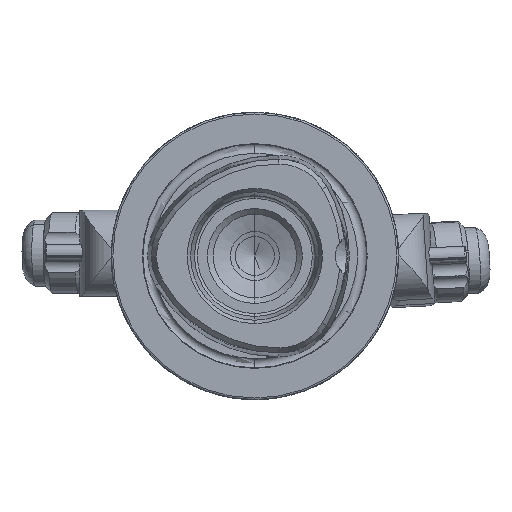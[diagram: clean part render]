
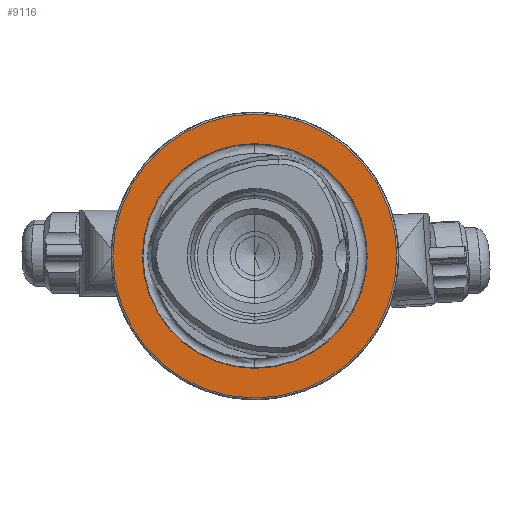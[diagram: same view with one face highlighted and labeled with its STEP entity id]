
A CAD part, left-side view. The second image highlights one B-rep face of the part: STEP entity #9116.
In plain terms, the highlighted planar face has unit normal (-1, 0, 0).
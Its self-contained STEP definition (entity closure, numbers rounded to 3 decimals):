
#428 = DIRECTION ( 'NONE',  ( 0., 0., 1. ) ) ;
#1163 = VERTEX_POINT ( 'NONE', #11029 ) ;
#1200 = DIRECTION ( 'NONE',  ( 0., 0., 1. ) ) ;
#1375 = CIRCLE ( 'NONE', #15840, 19.55 ) ;
#1646 = ORIENTED_EDGE ( 'NONE', *, *, #12475, .T. ) ;
#2037 = VERTEX_POINT ( 'NONE', #4945 ) ;
#2191 = EDGE_CURVE ( 'NONE', #6181, #5931, #1375, .T. ) ;
#2700 = EDGE_LOOP ( 'NONE', ( #10587, #1646 ) ) ;
#2797 = CARTESIAN_POINT ( 'NONE',  ( 0., 19.55, 0. ) ) ;
#2900 = EDGE_LOOP ( 'NONE', ( #16872, #15076 ) ) ;
#3289 = CARTESIAN_POINT ( 'NONE',  ( 0., 0., 0. ) ) ;
#4046 = AXIS2_PLACEMENT_3D ( 'NONE', #7708, #12941, #1200 ) ;
#4945 = CARTESIAN_POINT ( 'NONE',  ( 0., 0., 24.7 ) ) ;
#5931 = VERTEX_POINT ( 'NONE', #11076 ) ;
#5947 = AXIS2_PLACEMENT_3D ( 'NONE', #2797, #8000, #13232 ) ;
#6181 = VERTEX_POINT ( 'NONE', #9089 ) ;
#6647 = EDGE_CURVE ( 'NONE', #5931, #6181, #10918, .T. ) ;
#6910 = DIRECTION ( 'NONE',  ( -1., 0., 0. ) ) ;
#6919 = DIRECTION ( 'NONE',  ( -1., 0., 0. ) ) ;
#7708 = CARTESIAN_POINT ( 'NONE',  ( 0., 0., 0. ) ) ;
#8000 = DIRECTION ( 'NONE',  ( 1., 0., 0. ) ) ;
#8042 = CARTESIAN_POINT ( 'NONE',  ( 0., 0., 0. ) ) ;
#8454 = DIRECTION ( 'NONE',  ( -1., 0., 0. ) ) ;
#9028 = AXIS2_PLACEMENT_3D ( 'NONE', #3289, #6919, #11053 ) ;
#9089 = CARTESIAN_POINT ( 'NONE',  ( 0., 0., -19.55 ) ) ;
#9116 = ADVANCED_FACE ( 'NONE', ( #15572, #9183 ), #14440, .F. ) ;
#9183 = FACE_OUTER_BOUND ( 'NONE', #2700, .T. ) ;
#9507 = CIRCLE ( 'NONE', #4046, 24.7 ) ;
#10587 = ORIENTED_EDGE ( 'NONE', *, *, #14963, .T. ) ;
#10918 = CIRCLE ( 'NONE', #15858, 19.55 ) ;
#11029 = CARTESIAN_POINT ( 'NONE',  ( 0., 0., -24.7 ) ) ;
#11053 = DIRECTION ( 'NONE',  ( 0., 0., 1. ) ) ;
#11076 = CARTESIAN_POINT ( 'NONE',  ( 0., 0., 19.55 ) ) ;
#12195 = CARTESIAN_POINT ( 'NONE',  ( 0., 0., 0. ) ) ;
#12475 = EDGE_CURVE ( 'NONE', #1163, #2037, #9507, .T. ) ;
#12941 = DIRECTION ( 'NONE',  ( -1., 0., 0. ) ) ;
#13232 = DIRECTION ( 'NONE',  ( 0., 0., -1. ) ) ;
#14440 = PLANE ( 'NONE',  #5947 ) ;
#14963 = EDGE_CURVE ( 'NONE', #2037, #1163, #16459, .T. ) ;
#15076 = ORIENTED_EDGE ( 'NONE', *, *, #2191, .F. ) ;
#15572 = FACE_BOUND ( 'NONE', #2900, .T. ) ;
#15840 = AXIS2_PLACEMENT_3D ( 'NONE', #12195, #8454, #16087 ) ;
#15858 = AXIS2_PLACEMENT_3D ( 'NONE', #8042, #6910, #428 ) ;
#16087 = DIRECTION ( 'NONE',  ( 0., 0., 1. ) ) ;
#16459 = CIRCLE ( 'NONE', #9028, 24.7 ) ;
#16872 = ORIENTED_EDGE ( 'NONE', *, *, #6647, .F. ) ;
